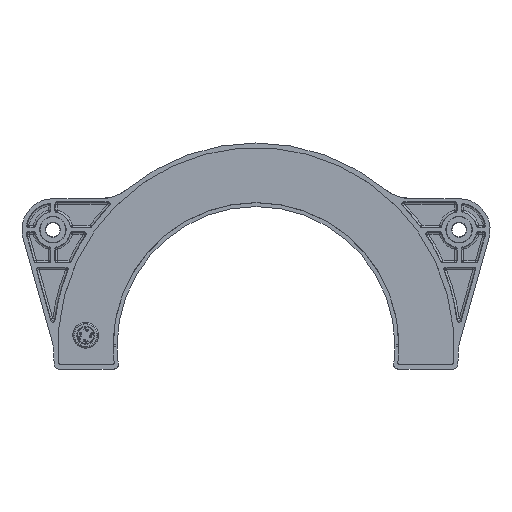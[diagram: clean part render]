
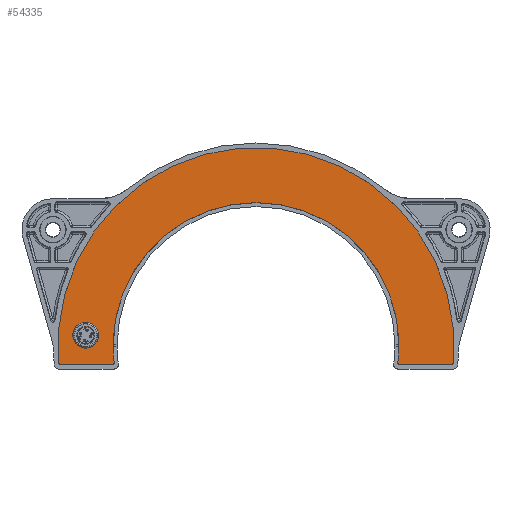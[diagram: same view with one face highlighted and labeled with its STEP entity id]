
A CAD part, top view. The second image highlights one B-rep face of the part: STEP entity #54335.
In plain terms, the highlighted planar face has unit normal (0, 0, 1).
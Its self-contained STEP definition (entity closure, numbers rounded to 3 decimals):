
#54246=CARTESIAN_POINT('',(-91.485,-8.983,21.));
#54247=CARTESIAN_POINT('',(-91.617,-8.983,21.));
#54248=CARTESIAN_POINT('',(-91.861,-8.933,21.));
#54249=CARTESIAN_POINT('',(-92.178,-8.736,21.));
#54250=CARTESIAN_POINT('',(-92.404,-8.431,21.));
#54251=CARTESIAN_POINT('',(-92.47,-8.197,21.));
#54252=CARTESIAN_POINT('',(-92.481,-8.07,21.));
#54254=CARTESIAN_POINT('',(0.,0.,21.));
#54255=DIRECTION('',(0.,0.,-1.));
#54256=DIRECTION('',(-0.996,-0.087,0.));
#54257=AXIS2_PLACEMENT_3D('',#54254,#54255,#54256);
#54259=CARTESIAN_POINT('',(92.481,-8.07,21.));
#54260=CARTESIAN_POINT('',(92.47,-8.195,21.));
#54261=CARTESIAN_POINT('',(92.406,-8.425,21.));
#54262=CARTESIAN_POINT('',(92.187,-8.728,21.));
#54263=CARTESIAN_POINT('',(91.867,-8.932,21.));
#54264=CARTESIAN_POINT('',(91.62,-8.983,21.));
#54265=CARTESIAN_POINT('',(91.485,-8.983,21.));
#54267=DIRECTION('',(-1.,0.,0.));
#54268=VECTOR('',#54267,23.937);
#54269=CARTESIAN_POINT('',(91.485,-8.983,21.));
#54270=LINE('',#54269,#54268);
#54271=CARTESIAN_POINT('',(67.548,-8.983,21.));
#54272=CARTESIAN_POINT('',(67.433,-8.983,21.));
#54273=CARTESIAN_POINT('',(67.215,-8.945,21.));
#54274=CARTESIAN_POINT('',(66.913,-8.78,21.));
#54275=CARTESIAN_POINT('',(66.684,-8.524,21.));
#54276=CARTESIAN_POINT('',(66.554,-8.203,21.));
#54277=CARTESIAN_POINT('',(66.541,-7.981,21.));
#54278=CARTESIAN_POINT('',(66.555,-7.865,21.));
#54280=CARTESIAN_POINT('',(0.,0.,21.));
#54281=DIRECTION('',(0.,0.,1.));
#54282=DIRECTION('',(0.993,-0.117,0.));
#54283=AXIS2_PLACEMENT_3D('',#54280,#54281,#54282);
#54285=CARTESIAN_POINT('',(-66.555,-7.865,21.));
#54286=CARTESIAN_POINT('',(-66.541,-7.98,21.));
#54287=CARTESIAN_POINT('',(-66.553,-8.201,21.));
#54288=CARTESIAN_POINT('',(-66.682,-8.52,21.));
#54289=CARTESIAN_POINT('',(-66.909,-8.777,21.));
#54290=CARTESIAN_POINT('',(-67.212,-8.944,21.));
#54291=CARTESIAN_POINT('',(-67.431,-8.983,21.));
#54292=CARTESIAN_POINT('',(-67.548,-8.983,21.));
#54294=DIRECTION('',(-1.,0.,0.));
#54295=VECTOR('',#54294,23.937);
#54296=CARTESIAN_POINT('',(-67.548,-8.983,21.));
#54297=LINE('',#54296,#54295);
#54298=CARTESIAN_POINT('',(-67.548,-8.983,21.));
#54299=CARTESIAN_POINT('',(-91.485,-8.983,21.));
#54300=VERTEX_POINT('',#54298);
#54301=VERTEX_POINT('',#54299);
#54302=CARTESIAN_POINT('',(66.555,-7.865,21.));
#54303=CARTESIAN_POINT('',(-66.555,-7.865,21.));
#54304=VERTEX_POINT('',#54302);
#54305=VERTEX_POINT('',#54303);
#54306=CARTESIAN_POINT('',(91.485,-8.983,21.));
#54307=CARTESIAN_POINT('',(67.548,-8.983,21.));
#54308=VERTEX_POINT('',#54306);
#54309=VERTEX_POINT('',#54307);
#54310=VERTEX_POINT('',#54252);
#54311=VERTEX_POINT('',#54259);
#54312=CARTESIAN_POINT('',(0.,0.,21.));
#54313=DIRECTION('',(0.,0.,1.));
#54314=DIRECTION('',(1.,0.,0.));
#54315=AXIS2_PLACEMENT_3D('',#54312,#54313,#54314);
#54316=PLANE('',#54315);
#54318=ORIENTED_EDGE('',*,*,#54317,.T.);
#54320=ORIENTED_EDGE('',*,*,#54319,.T.);
#54322=ORIENTED_EDGE('',*,*,#54321,.T.);
#54324=ORIENTED_EDGE('',*,*,#54323,.T.);
#54326=ORIENTED_EDGE('',*,*,#54325,.T.);
#54328=ORIENTED_EDGE('',*,*,#54327,.T.);
#54330=ORIENTED_EDGE('',*,*,#54329,.T.);
#54332=ORIENTED_EDGE('',*,*,#54331,.T.);
#54333=EDGE_LOOP('',(#54318,#54320,#54322,#54324,#54326,#54328,#54330,#54332));
#54334=FACE_OUTER_BOUND('',#54333,.F.);
#54335=ADVANCED_FACE('',(#54334),#54316,.T.);
#54253=B_SPLINE_CURVE_WITH_KNOTS('',3,(#54246,#54247,#54248,#54249,#54250,
#54251,#54252),.UNSPECIFIED.,.F.,.F.,(4,1,1,1,4),(0.,0.25,0.5,0.75,
1.),.UNSPECIFIED.);
#54258=CIRCLE('',#54257,92.833);
#54266=B_SPLINE_CURVE_WITH_KNOTS('',3,(#54259,#54260,#54261,#54262,#54263,
#54264,#54265),.UNSPECIFIED.,.F.,.F.,(4,1,1,1,4),(0.,0.25,0.5,0.75,
1.),.UNSPECIFIED.);
#54279=B_SPLINE_CURVE_WITH_KNOTS('',3,(#54271,#54272,#54273,#54274,#54275,
#54276,#54277,#54278),.UNSPECIFIED.,.F.,.F.,(4,1,1,1,1,4),(0.,0.2,0.4,
0.6,0.8,1.),.UNSPECIFIED.);
#54284=CIRCLE('',#54283,67.018);
#54293=B_SPLINE_CURVE_WITH_KNOTS('',3,(#54285,#54286,#54287,#54288,#54289,
#54290,#54291,#54292),.UNSPECIFIED.,.F.,.F.,(4,1,1,1,1,4),(0.,0.2,0.4,
0.6,0.8,1.),.UNSPECIFIED.);
#54317=EDGE_CURVE('',#54301,#54310,#54253,.T.);
#54319=EDGE_CURVE('',#54310,#54311,#54258,.T.);
#54321=EDGE_CURVE('',#54311,#54308,#54266,.T.);
#54323=EDGE_CURVE('',#54308,#54309,#54270,.T.);
#54325=EDGE_CURVE('',#54309,#54304,#54279,.T.);
#54327=EDGE_CURVE('',#54304,#54305,#54284,.T.);
#54329=EDGE_CURVE('',#54305,#54300,#54293,.T.);
#54331=EDGE_CURVE('',#54300,#54301,#54297,.T.);
